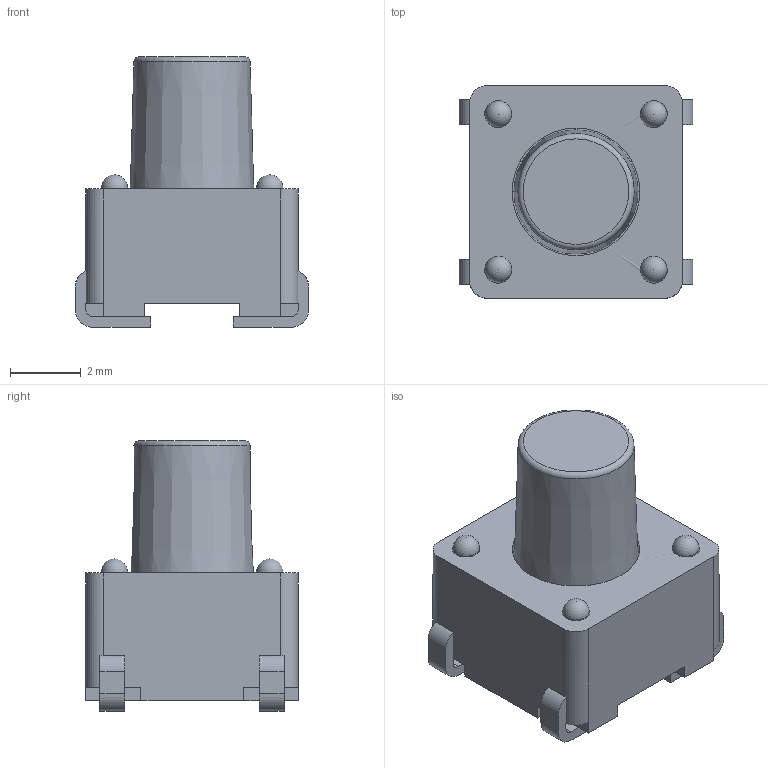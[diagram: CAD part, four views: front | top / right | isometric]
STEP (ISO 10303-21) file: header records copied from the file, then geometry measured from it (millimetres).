
FILE_DESCRIPTION((' '),'2;1');
FILE_NAME('TL3301EFxxxxJ.stp','2017-07-21T16:32:16',(' '),(' '),' ','ACIS',' ');
FILE_SCHEMA(('CONFIG_CONTROL_DESIGN'));
Length unit declared in the file: inch
Products named in the file (4): TL3301EFxxxxJ.stp; Body1; Body2; Body3
Assembly tree (3 placements, depth 2):
  TL3301EFxxxxJ.stp
    Body1
    Body2
    Body3
Bounding box: 6.6 x 6 x 7.63 mm (x, y, z)
Volume: 129.5 mm3; surface area: 382.5 mm2
Topology: 3 solids, 3 shells, 206 faces, 552 edges, 353 vertices
Faces by surface type: plane 125, cylinder 67, sphere 6, torus 5, cone 2, bspline 1
Full cylindrical faces by diameter (mm): 0.75 x4, 3.6 x1, 5 x1
Entity records: 6762 total; most frequent: CARTESIAN_POINT 1160, DIRECTION 1061, ORIENTED_EDGE 1040, EDGE_CURVE 520, VECTOR 387, LINE 387, AXIS2_PLACEMENT_3D 337, VERTEX_POINT 337
